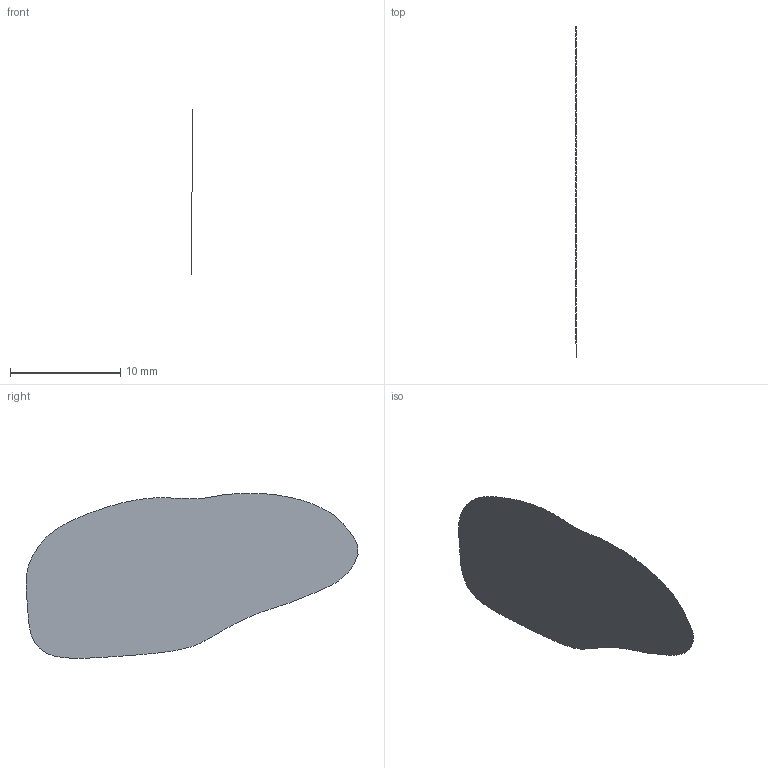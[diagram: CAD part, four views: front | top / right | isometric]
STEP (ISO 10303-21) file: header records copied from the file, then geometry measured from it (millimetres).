
FILE_DESCRIPTION(('FreeCAD Model'),'2;1');
FILE_NAME('Open CASCADE Shape Model','2024-02-06T17:10:48',('FreeCAD'),( 'FreeCAD'),'Open CASCADE STEP processor 7.6','FreeCAD','Unknown');
FILE_SCHEMA(('AUTOMOTIVE_DESIGN { 1 0 10303 214 1 1 1 1 }'));
Length unit declared in the file: millimetre
Products named in the file (1): Open CASCADE STEP translator 7.6 5
Bounding box: 0 x 30.16 x 14.96 mm (x, y, z)
Surface area: 335.1 mm2 (no closed solid volume)
Topology: 0 solids, 1 shells, 1 faces, 212 edges, 212 vertices
Faces by surface type: plane 1
Entity records: 3206 total; most frequent: CARTESIAN_POINT 638, DIRECTION 428, LINE 424, VECTOR 424, ORIENTED_EDGE 212, EDGE_CURVE 212, VERTEX_POINT 212, SURFACE_CURVE 212
